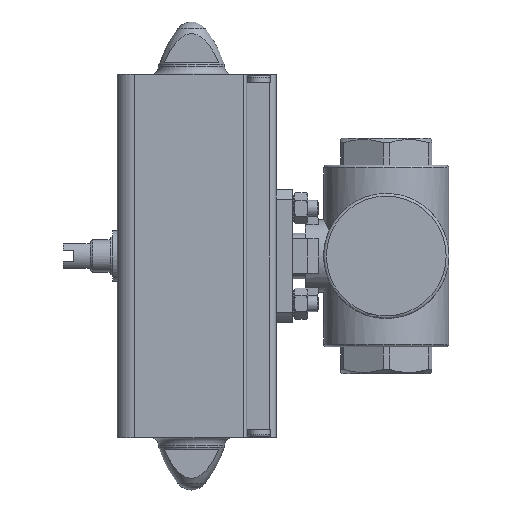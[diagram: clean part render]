
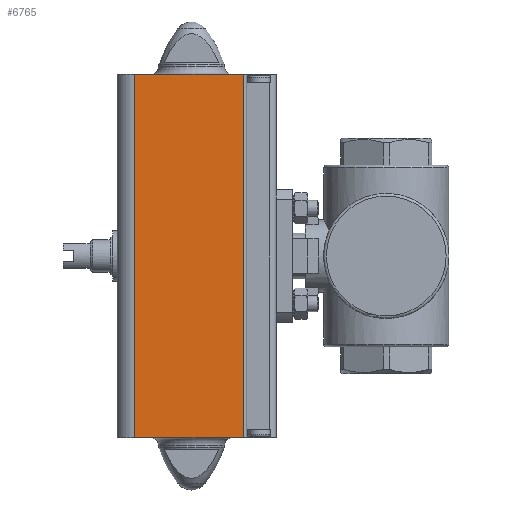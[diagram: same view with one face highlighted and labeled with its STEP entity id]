
A CAD part, left-side view. The second image highlights one B-rep face of the part: STEP entity #6765.
In plain terms, the highlighted planar face has unit normal (-1, 0, 0).
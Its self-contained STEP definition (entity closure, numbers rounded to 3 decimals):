
#221=PLANE('',#7420);
#612=LINE('',#11118,#1134);
#613=LINE('',#11121,#1135);
#614=LINE('',#11123,#1136);
#615=LINE('',#11125,#1137);
#1134=VECTOR('',#8760,1000.);
#1135=VECTOR('',#8761,1000.);
#1136=VECTOR('',#8762,1000.);
#1137=VECTOR('',#8763,1000.);
#2656=ORIENTED_EDGE('',*,*,#4131,.T.);
#2657=ORIENTED_EDGE('',*,*,#4132,.F.);
#2658=ORIENTED_EDGE('',*,*,#4133,.F.);
#2659=ORIENTED_EDGE('',*,*,#4134,.T.);
#4131=EDGE_CURVE('',#4928,#4929,#612,.T.);
#4132=EDGE_CURVE('',#4930,#4929,#613,.T.);
#4133=EDGE_CURVE('',#4931,#4930,#614,.T.);
#4134=EDGE_CURVE('',#4931,#4928,#615,.T.);
#4928=VERTEX_POINT('',#11119);
#4929=VERTEX_POINT('',#11120);
#4930=VERTEX_POINT('',#11122);
#4931=VERTEX_POINT('',#11124);
#5538=EDGE_LOOP('',(#2656,#2657,#2658,#2659));
#6135=FACE_BOUND('',#5538,.T.);
#6765=ADVANCED_FACE('',(#6135),#221,.F.);
#7420=AXIS2_PLACEMENT_3D('',#11117,#8758,#8759);
#8758=DIRECTION('',(1.,0.,0.));
#8759=DIRECTION('',(0.,0.,-1.));
#8760=DIRECTION('',(0.,-1.,0.));
#8761=DIRECTION('',(0.,0.,-1.));
#8762=DIRECTION('',(0.,-1.,0.));
#8763=DIRECTION('',(0.,0.,-1.));
#11117=CARTESIAN_POINT('',(-27.7,21.2,67.5));
#11118=CARTESIAN_POINT('',(-27.7,21.2,-67.5));
#11119=CARTESIAN_POINT('',(-27.7,21.2,-67.5));
#11120=CARTESIAN_POINT('',(-27.7,-19.3,-67.5));
#11121=CARTESIAN_POINT('',(-27.7,-19.3,67.5));
#11122=CARTESIAN_POINT('',(-27.7,-19.3,67.5));
#11123=CARTESIAN_POINT('',(-27.7,21.2,67.5));
#11124=CARTESIAN_POINT('',(-27.7,21.2,67.5));
#11125=CARTESIAN_POINT('',(-27.7,21.2,67.5));
